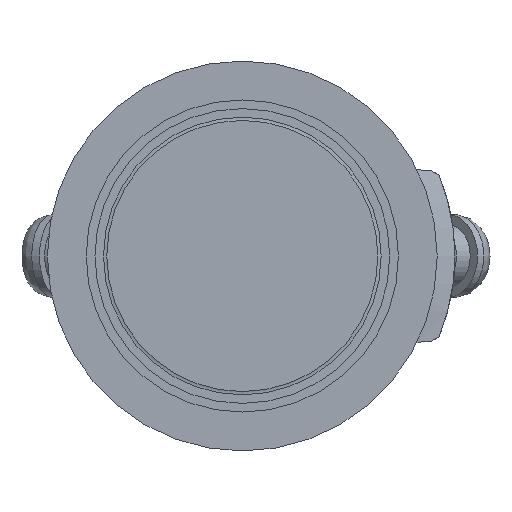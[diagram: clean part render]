
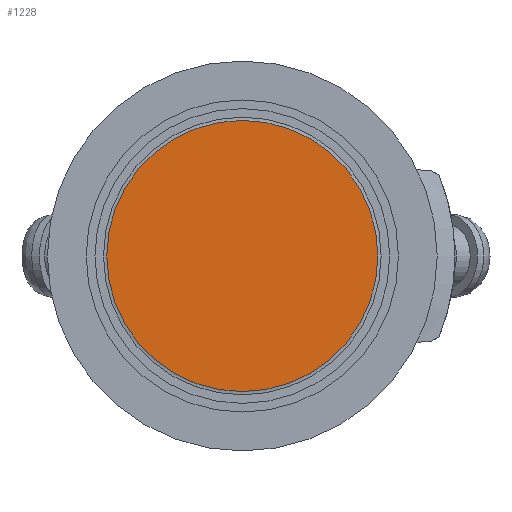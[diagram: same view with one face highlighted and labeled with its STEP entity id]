
A CAD part, front view. The second image highlights one B-rep face of the part: STEP entity #1228.
In plain terms, the highlighted planar face has unit normal (0, -1, 0).
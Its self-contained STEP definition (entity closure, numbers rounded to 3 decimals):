
#264=CIRCLE('',#1334,22.95);
#338=PLANE('',#1333);
#371=FACE_OUTER_BOUND('',#464,.T.);
#464=EDGE_LOOP('',(#911));
#651=VERTEX_POINT('',#2127);
#768=EDGE_CURVE('',#651,#651,#264,.T.);
#911=ORIENTED_EDGE('',*,*,#768,.T.);
#1228=ADVANCED_FACE('',(#371),#338,.T.);
#1333=AXIS2_PLACEMENT_3D('',#2126,#1530,#1531);
#1334=AXIS2_PLACEMENT_3D('',#2128,#1532,#1533);
#1530=DIRECTION('center_axis',(0.,-1.,0.));
#1531=DIRECTION('ref_axis',(0.,0.,-1.));
#1532=DIRECTION('center_axis',(0.,-1.,0.));
#1533=DIRECTION('ref_axis',(1.,0.,0.));
#2126=CARTESIAN_POINT('Origin',(5.,0.,0.));
#2127=CARTESIAN_POINT('',(22.95,0.,0.));
#2128=CARTESIAN_POINT('Origin',(0.,0.,0.));
